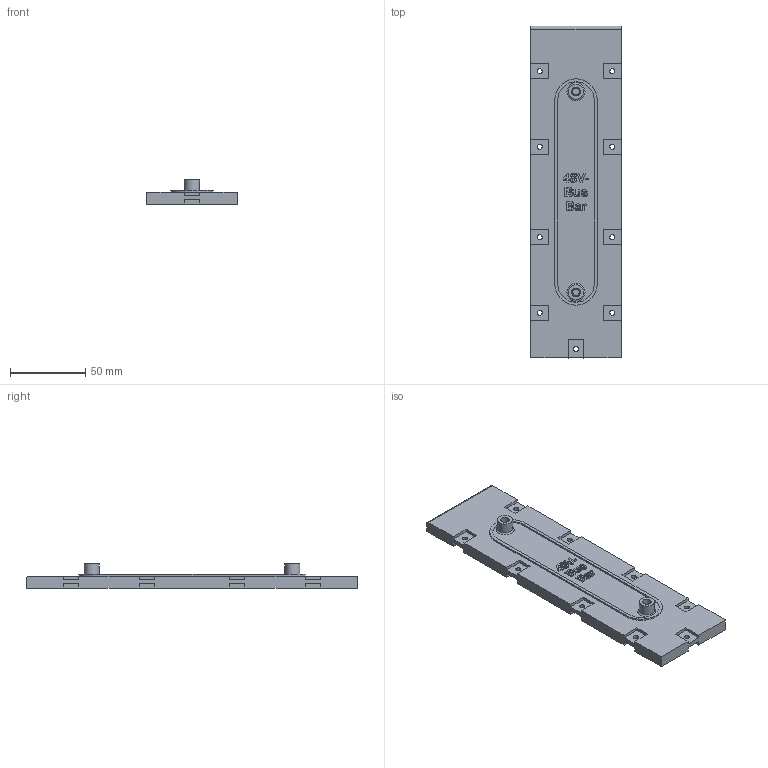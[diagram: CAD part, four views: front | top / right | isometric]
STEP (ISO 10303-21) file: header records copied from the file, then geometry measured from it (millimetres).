
FILE_DESCRIPTION(/* description */ (''),/* implementation_level */ '2;1');
FILE_NAME(/* name */ '48V- Bus Bar Mount.step',/* time_stamp */ '2026-01-14T14:07:18-05:00',/* author */ (''),/* organization */ (''),/* preprocessor_version */ 'ST-DEVELOPER v20.1',/* originating_system */ 'Autodesk Translation Framework v14.21.0.0',/* authorisation */ '');
FILE_SCHEMA (('AUTOMOTIVE_DESIGN { 1 0 10303 214 3 1 1 }'));
Length unit declared in the file: millimetre
Products named in the file (1): 2026-01-10-19-05-13-545
Bounding box: 60 x 220 x 16 mm (x, y, z)
Volume: 101598.8 mm3; surface area: 33676.2 mm2
Topology: 1 solids, 1 shells, 345 faces, 951 edges, 634 vertices
Faces by surface type: plane 172, bspline 151, cylinder 20, torus 2
Full cylindrical faces by diameter (mm): 3.3 x9, 4.4 x2, 5.7 x2, 10 x2
Entity records: 12370 total; most frequent: CARTESIAN_POINT 4498, ORIENTED_EDGE 1902, DIRECTION 1085, EDGE_CURVE 951, VERTEX_POINT 634, LINE 603, VECTOR 603, EDGE_LOOP 389
